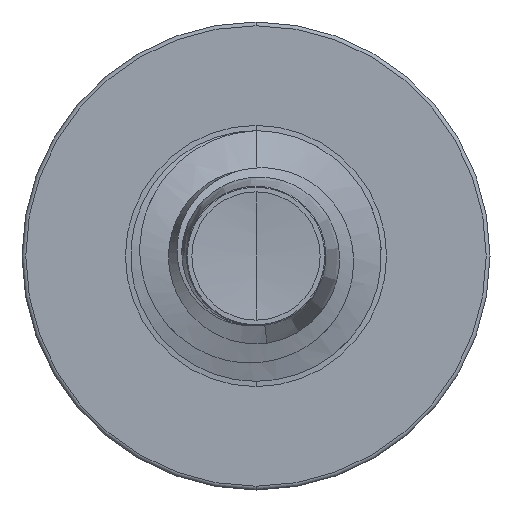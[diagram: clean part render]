
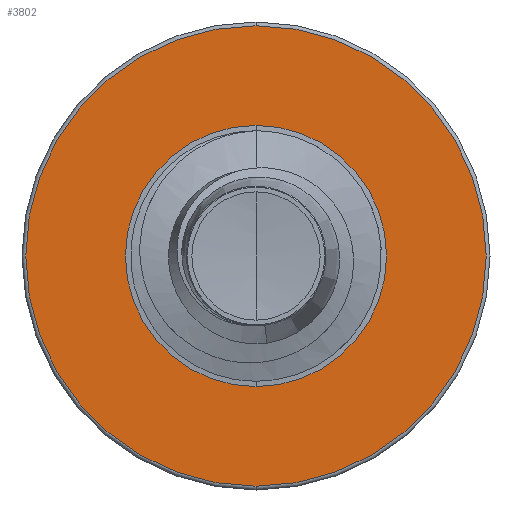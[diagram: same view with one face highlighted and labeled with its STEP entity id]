
A CAD part, front view. The second image highlights one B-rep face of the part: STEP entity #3802.
In plain terms, the highlighted planar face has unit normal (0, -1, 0).
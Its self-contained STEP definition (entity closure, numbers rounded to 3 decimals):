
#712 = DIRECTION ( 'NONE',  ( 0., 0., 1. ) ) ;
#776 = CARTESIAN_POINT ( 'NONE',  ( 0., 3., -1.562 ) ) ;
#779 = PLANE ( 'NONE',  #8138 ) ;
#966 = DIRECTION ( 'NONE',  ( 0., 1., 0. ) ) ;
#978 = CARTESIAN_POINT ( 'NONE',  ( 0., 3., -2.755 ) ) ;
#1091 = CARTESIAN_POINT ( 'NONE',  ( 0., 3., 1.562 ) ) ;
#1111 = AXIS2_PLACEMENT_3D ( 'NONE', #5916, #5909, #5892 ) ;
#1128 = VERTEX_POINT ( 'NONE', #4921 ) ;
#1403 = ORIENTED_EDGE ( 'NONE', *, *, #6586, .F. ) ;
#1676 = AXIS2_PLACEMENT_3D ( 'NONE', #5497, #5494, #5484 ) ;
#2623 = CIRCLE ( 'NONE', #1676, 1.562 ) ;
#2664 = CIRCLE ( 'NONE', #1111, 2.755 ) ;
#2833 = VERTEX_POINT ( 'NONE', #1091 ) ;
#2891 = CIRCLE ( 'NONE', #3672, 2.755 ) ;
#2903 = VERTEX_POINT ( 'NONE', #978 ) ;
#3002 = DIRECTION ( 'NONE',  ( 0., 1., 0. ) ) ;
#3396 = ORIENTED_EDGE ( 'NONE', *, *, #5405, .F. ) ;
#3672 = AXIS2_PLACEMENT_3D ( 'NONE', #5443, #5434, #5432 ) ;
#3760 = ORIENTED_EDGE ( 'NONE', *, *, #6646, .T. ) ;
#3802 = ADVANCED_FACE ( 'NONE', ( #4537, #6300 ), #779, .F. ) ;
#4475 = EDGE_LOOP ( 'NONE', ( #6610, #3760 ) ) ;
#4537 = FACE_OUTER_BOUND ( 'NONE', #7236, .T. ) ;
#4921 = CARTESIAN_POINT ( 'NONE',  ( 0., 3., 2.755 ) ) ;
#5039 = CIRCLE ( 'NONE', #6044, 1.562 ) ;
#5405 = EDGE_CURVE ( 'NONE', #2903, #1128, #2891, .T. ) ;
#5432 = DIRECTION ( 'NONE',  ( 0., 0., 1. ) ) ;
#5434 = DIRECTION ( 'NONE',  ( 0., 1., 0. ) ) ;
#5443 = CARTESIAN_POINT ( 'NONE',  ( 0., 3., 0. ) ) ;
#5484 = DIRECTION ( 'NONE',  ( 0., 0., 1. ) ) ;
#5494 = DIRECTION ( 'NONE',  ( 0., 1., 0. ) ) ;
#5497 = CARTESIAN_POINT ( 'NONE',  ( 0., 3., 0. ) ) ;
#5892 = DIRECTION ( 'NONE',  ( 0., 0., 1. ) ) ;
#5909 = DIRECTION ( 'NONE',  ( 0., 1., 0. ) ) ;
#5916 = CARTESIAN_POINT ( 'NONE',  ( 0., 3., 0. ) ) ;
#6044 = AXIS2_PLACEMENT_3D ( 'NONE', #7114, #3002, #7522 ) ;
#6300 = FACE_BOUND ( 'NONE', #4475, .T. ) ;
#6586 = EDGE_CURVE ( 'NONE', #1128, #2903, #2664, .T. ) ;
#6610 = ORIENTED_EDGE ( 'NONE', *, *, #8116, .T. ) ;
#6646 = EDGE_CURVE ( 'NONE', #8119, #2833, #2623, .T. ) ;
#7114 = CARTESIAN_POINT ( 'NONE',  ( 0., 3., 0. ) ) ;
#7236 = EDGE_LOOP ( 'NONE', ( #1403, #3396 ) ) ;
#7522 = DIRECTION ( 'NONE',  ( 0., 0., 1. ) ) ;
#8078 = CARTESIAN_POINT ( 'NONE',  ( 0., 3., -1.562 ) ) ;
#8116 = EDGE_CURVE ( 'NONE', #2833, #8119, #5039, .T. ) ;
#8119 = VERTEX_POINT ( 'NONE', #8078 ) ;
#8138 = AXIS2_PLACEMENT_3D ( 'NONE', #776, #966, #712 ) ;
